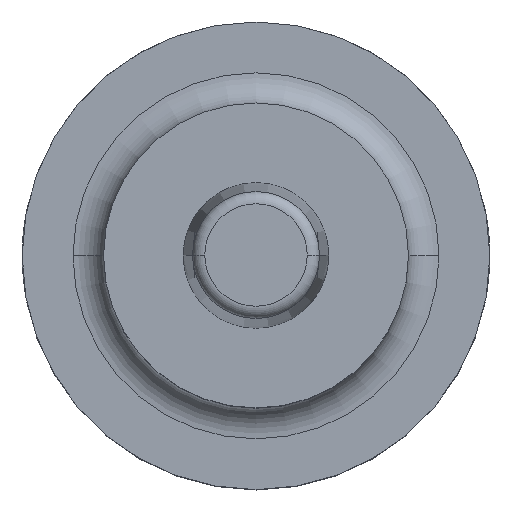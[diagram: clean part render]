
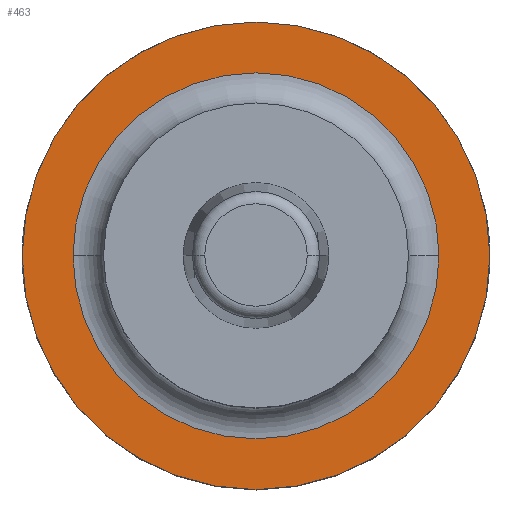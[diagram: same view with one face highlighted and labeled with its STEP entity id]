
A CAD part, top view. The second image highlights one B-rep face of the part: STEP entity #463.
In plain terms, the highlighted planar face has unit normal (0, 0, 1).
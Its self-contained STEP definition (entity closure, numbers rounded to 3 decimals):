
#1 = DIRECTION ( 'NONE',  ( -1., 0., 0. ) ) ;
#99 = EDGE_LOOP ( 'NONE', ( #516, #753 ) ) ;
#122 = AXIS2_PLACEMENT_3D ( 'NONE', #584, #569, #155 ) ;
#155 = DIRECTION ( 'NONE',  ( -1., 0., 0. ) ) ;
#180 = CARTESIAN_POINT ( 'NONE',  ( 0., 0., 22. ) ) ;
#202 = CARTESIAN_POINT ( 'NONE',  ( 0., 0., 22. ) ) ;
#214 = DIRECTION ( 'NONE',  ( -1., 0., 0. ) ) ;
#243 = EDGE_LOOP ( 'NONE', ( #1110, #802 ) ) ;
#288 = EDGE_CURVE ( 'NONE', #824, #1298, #731, .T. ) ;
#296 = VERTEX_POINT ( 'NONE', #1242 ) ;
#316 = DIRECTION ( 'NONE',  ( -1., 0., 0. ) ) ;
#345 = CARTESIAN_POINT ( 'NONE',  ( 23., 0., 22. ) ) ;
#399 = CIRCLE ( 'NONE', #647, 18. ) ;
#400 = DIRECTION ( 'NONE',  ( 0., 0., -1. ) ) ;
#463 = ADVANCED_FACE ( 'NONE', ( #850, #598 ), #1142, .F. ) ;
#492 = CARTESIAN_POINT ( 'NONE',  ( -23., 0., 22. ) ) ;
#516 = ORIENTED_EDGE ( 'NONE', *, *, #288, .F. ) ;
#517 = CARTESIAN_POINT ( 'NONE',  ( -18., 0., 22. ) ) ;
#569 = DIRECTION ( 'NONE',  ( 0., 0., -1. ) ) ;
#584 = CARTESIAN_POINT ( 'NONE',  ( 0., 0., 22. ) ) ;
#598 = FACE_OUTER_BOUND ( 'NONE', #99, .T. ) ;
#647 = AXIS2_PLACEMENT_3D ( 'NONE', #706, #722, #214 ) ;
#706 = CARTESIAN_POINT ( 'NONE',  ( 0., 0., 22. ) ) ;
#722 = DIRECTION ( 'NONE',  ( 0., 0., -1. ) ) ;
#731 = CIRCLE ( 'NONE', #122, 23. ) ;
#753 = ORIENTED_EDGE ( 'NONE', *, *, #1164, .F. ) ;
#802 = ORIENTED_EDGE ( 'NONE', *, *, #1482, .T. ) ;
#824 = VERTEX_POINT ( 'NONE', #492 ) ;
#850 = FACE_BOUND ( 'NONE', #243, .T. ) ;
#903 = CIRCLE ( 'NONE', #1600, 23. ) ;
#1024 = VERTEX_POINT ( 'NONE', #517 ) ;
#1025 = AXIS2_PLACEMENT_3D ( 'NONE', #1579, #400, #1 ) ;
#1110 = ORIENTED_EDGE ( 'NONE', *, *, #1692, .T. ) ;
#1138 = DIRECTION ( 'NONE',  ( -1., 0., 0. ) ) ;
#1142 = PLANE ( 'NONE',  #1584 ) ;
#1164 = EDGE_CURVE ( 'NONE', #1298, #824, #903, .T. ) ;
#1242 = CARTESIAN_POINT ( 'NONE',  ( 18., 0., 22. ) ) ;
#1246 = CIRCLE ( 'NONE', #1025, 18. ) ;
#1298 = VERTEX_POINT ( 'NONE', #345 ) ;
#1380 = DIRECTION ( 'NONE',  ( 0., 0., -1. ) ) ;
#1482 = EDGE_CURVE ( 'NONE', #296, #1024, #1246, .T. ) ;
#1512 = DIRECTION ( 'NONE',  ( 0., 0., -1. ) ) ;
#1579 = CARTESIAN_POINT ( 'NONE',  ( 0., 0., 22. ) ) ;
#1584 = AXIS2_PLACEMENT_3D ( 'NONE', #180, #1512, #316 ) ;
#1600 = AXIS2_PLACEMENT_3D ( 'NONE', #202, #1380, #1138 ) ;
#1692 = EDGE_CURVE ( 'NONE', #1024, #296, #399, .T. ) ;
